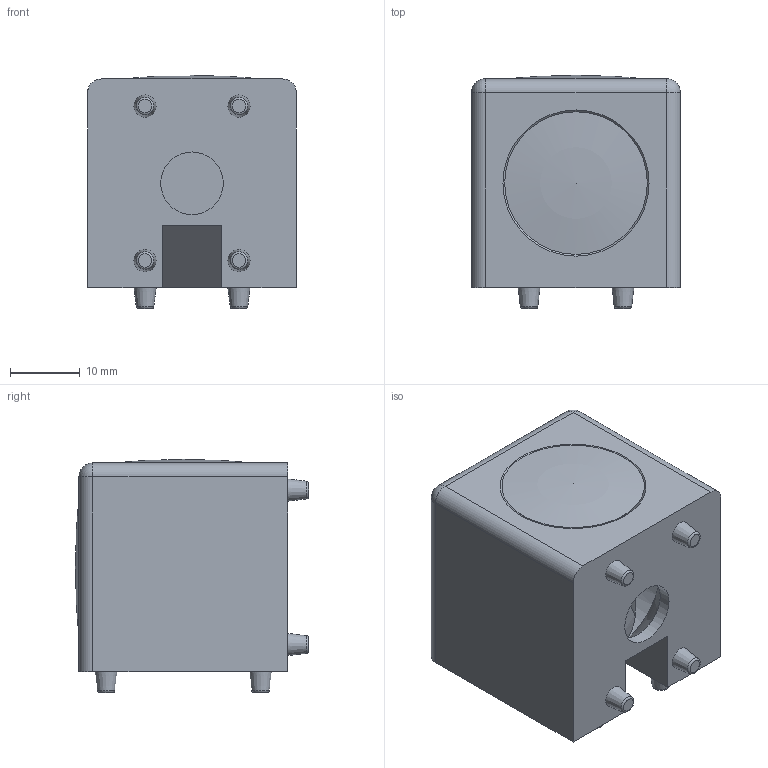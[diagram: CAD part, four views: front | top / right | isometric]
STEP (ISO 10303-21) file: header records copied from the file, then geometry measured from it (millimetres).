
FILE_DESCRIPTION(/* description */ ('STEP AP214'),/* implementation_level */ '2;1');
FILE_NAME(/* name */ '26772_23596',/* time_stamp */ '2025-11-14T16:34:11+01:00',/* author */ ('License CC BY-ND 4.0'),/* organization */ ('CADENAS'),/* preprocessor_version */ 'ST-DEVELOPER v19.3',/* originating_system */ 'PARTsolutions',/* authorisation */ ' ');
FILE_SCHEMA (('AUTOMOTIVE_DESIGN {1 0 10303 214 3 1 1}'));
Length unit declared in the file: millimetre
Products named in the file (3): 093WW303N08; 093WW303N08_body; 093WW303N08_cap
Assembly tree (3 placements, depth 2):
  093WW303N08
    093WW303N08_body
    093WW303N08_cap  x2
Bounding box: 30 x 33.5 x 33.5 mm (x, y, z)
Volume: 18016.6 mm3; surface area: 9174.8 mm2
Topology: 3 solids, 3 shells, 94 faces, 223 edges, 141 vertices
Faces by surface type: plane 35, cylinder 27, cone 18, torus 10, sphere 4
Full cylindrical faces by diameter (mm): 9 x2, 16.8 x2, 18 x2
Entity records: 1957 total; most frequent: DIRECTION 360, CARTESIAN_POINT 328, ORIENTED_EDGE 258, AXIS2_PLACEMENT_3D 161, EDGE_CURVE 129, EDGE_LOOP 116, FACE_BOUND 116, VERTEX_POINT 95
